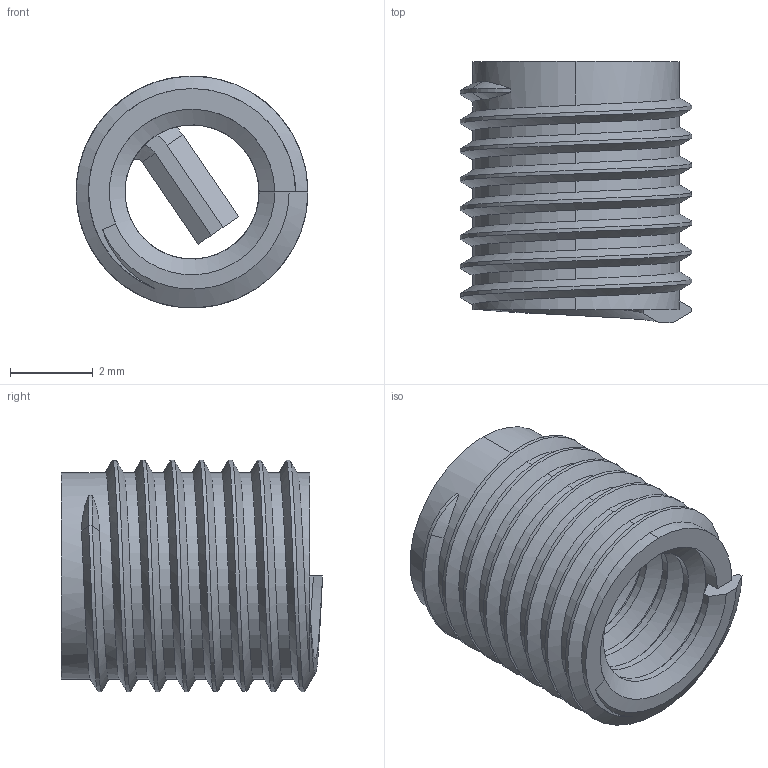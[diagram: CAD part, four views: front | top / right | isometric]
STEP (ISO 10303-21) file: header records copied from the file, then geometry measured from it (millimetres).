
FILE_DESCRIPTION (( 'STEP AP214' ), '1' );
FILE_NAME ('91732A656_Stainless Steel Helical Insert.STEP', '2025-08-11T18:03:15', ( '' ), ( '' ), 'SwSTEP 2.0', 'SolidWorks 2024', '' );
FILE_SCHEMA (( 'AUTOMOTIVE_DESIGN' ));
Length unit declared in the file: millimetre
Products named in the file (1): 91732A656_Stainless Steel Helical Insert_91732A656
Bounding box: 5.6 x 6.31 x 5.6 mm (x, y, z)
Volume: 67.5 mm3; surface area: 273.2 mm2
Topology: 1 solids, 1 shells, 60 faces, 166 edges, 107 vertices
Faces by surface type: cylinder 35, plane 12, bspline 7, cone 6
Entity records: 4913 total; most frequent: CARTESIAN_POINT 3596, ORIENTED_EDGE 332, DIRECTION 206, EDGE_CURVE 166, VERTEX_POINT 107, AXIS2_PLACEMENT_3D 74, EDGE_LOOP 61, FACE_OUTER_BOUND 60
